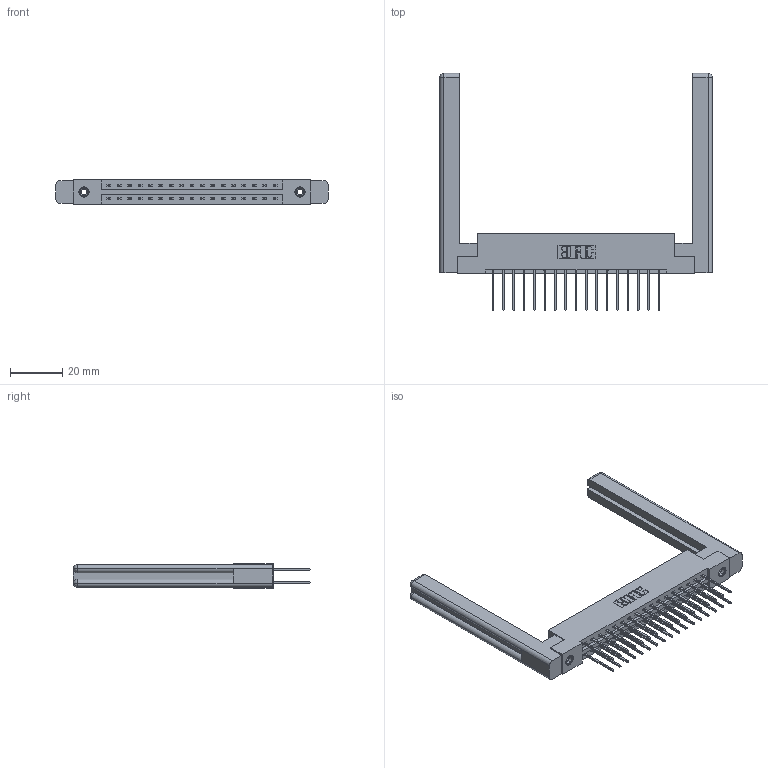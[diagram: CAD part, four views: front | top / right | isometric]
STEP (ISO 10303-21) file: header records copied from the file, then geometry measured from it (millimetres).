
FILE_DESCRIPTION (( 'STEP AP203' ), '1' );
FILE_NAME ('387-034-540-258.STEP', '2019-10-17T17:24:00', ( '' ), ( '' ), 'SwSTEP 2.0', 'SolidWorks 2016', '' );
FILE_SCHEMA (( 'CONFIG_CONTROL_DESIGN' ));
Length unit declared in the file: inch
Products named in the file (5): 337 Part_Flush Mounting Lugs - 0.156 Dia-TI; 387-034-540-258; 345-292-001_345-293-140; 307-220-058; 345-250-001_345-250-001-102
Assembly tree (39 placements, depth 2):
  387-034-540-258
    337 Part_Flush Mounting Lugs - 0.156 Dia-TI
    345-292-001_345-293-140  x34
    345-250-001_345-250-001-102  x2
    307-220-058  x2
Bounding box: 103.99 x 90.56 x 9.4 mm (x, y, z)
Volume: 17897.5 mm3; surface area: 17599.8 mm2
Topology: 39 solids, 39 shells, 2092 faces, 6139 edges, 4034 vertices
Faces by surface type: plane 1446, cylinder 622, cone 12, torus 12
Entity records: 19066 total; most frequent: CARTESIAN_POINT 3241, ORIENTED_EDGE 3116, DIRECTION 2818, EDGE_CURVE 1558, VECTOR 1382, LINE 1382, VERTEX_POINT 1030, AXIS2_PLACEMENT_3D 718
